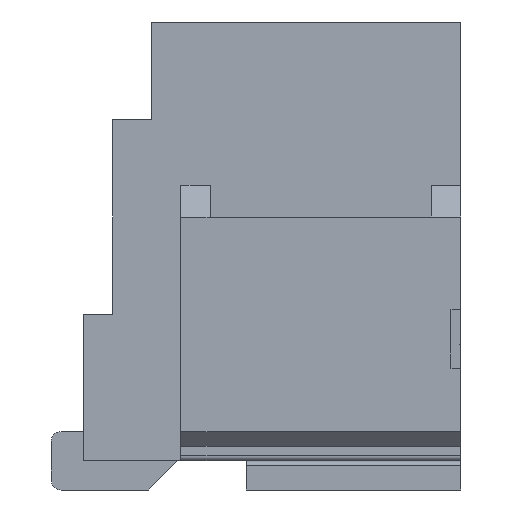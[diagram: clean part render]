
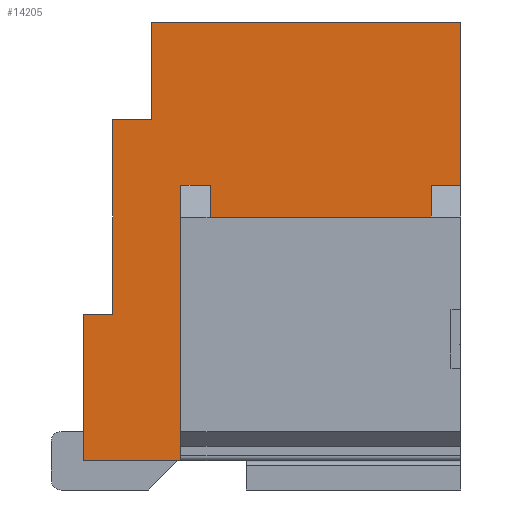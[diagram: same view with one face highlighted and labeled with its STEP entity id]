
A CAD part, left-side view. The second image highlights one B-rep face of the part: STEP entity #14205.
In plain terms, the highlighted planar face has unit normal (-1, 0, 0).
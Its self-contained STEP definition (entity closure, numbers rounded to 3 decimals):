
#115 = CARTESIAN_POINT ( 'NONE',  ( -6.525, 1.935, 0.3 ) ) ;
#532 = VECTOR ( 'NONE', #801, 1000. ) ;
#801 = DIRECTION ( 'NONE',  ( 0., 1., 0. ) ) ;
#1143 = ORIENTED_EDGE ( 'NONE', *, *, #20784, .F. ) ;
#1995 = LINE ( 'NONE', #14549, #2549 ) ;
#2549 = VECTOR ( 'NONE', #15011, 1000. ) ;
#2850 = VERTEX_POINT ( 'NONE', #8989 ) ;
#2935 = ORIENTED_EDGE ( 'NONE', *, *, #26604, .F. ) ;
#3499 = EDGE_CURVE ( 'NONE', #16069, #18763, #23800, .T. ) ;
#4167 = PLANE ( 'NONE',  #23439 ) ;
#4272 = EDGE_CURVE ( 'NONE', #8976, #25375, #23922, .T. ) ;
#4433 = ORIENTED_EDGE ( 'NONE', *, *, #6733, .T. ) ;
#6162 = CARTESIAN_POINT ( 'NONE',  ( -6.525, 1.235, 3.8 ) ) ;
#6348 = DIRECTION ( 'NONE',  ( 0., 0., 1. ) ) ;
#6733 = EDGE_CURVE ( 'NONE', #12940, #9167, #1995, .T. ) ;
#6979 = CARTESIAN_POINT ( 'NONE',  ( -6.525, -1.935, 4.8 ) ) ;
#6995 = CARTESIAN_POINT ( 'NONE',  ( -6.525, 1.635, 1.8 ) ) ;
#7093 = CARTESIAN_POINT ( 'NONE',  ( -6.525, 0.935, 3.125 ) ) ;
#7221 = EDGE_CURVE ( 'NONE', #9263, #7745, #31659, .T. ) ;
#7338 = ORIENTED_EDGE ( 'NONE', *, *, #4272, .F. ) ;
#7566 = CARTESIAN_POINT ( 'NONE',  ( -6.525, -1.635, 2.5 ) ) ;
#7745 = VERTEX_POINT ( 'NONE', #11416 ) ;
#8136 = CARTESIAN_POINT ( 'NONE',  ( -6.525, 1.635, 1.8 ) ) ;
#8347 = VECTOR ( 'NONE', #12036, 1000. ) ;
#8416 = DIRECTION ( 'NONE',  ( 0., 0., -1. ) ) ;
#8478 = VECTOR ( 'NONE', #30931, 1000. ) ;
#8738 = CARTESIAN_POINT ( 'NONE',  ( -6.525, 0.935, 3.125 ) ) ;
#8760 = DIRECTION ( 'NONE',  ( 0., 0., -1. ) ) ;
#8976 = VERTEX_POINT ( 'NONE', #22870 ) ;
#8989 = CARTESIAN_POINT ( 'NONE',  ( -6.525, -1.935, 3.125 ) ) ;
#9100 = CARTESIAN_POINT ( 'NONE',  ( -6.525, 0.635, 2.5 ) ) ;
#9167 = VERTEX_POINT ( 'NONE', #15926 ) ;
#9263 = VERTEX_POINT ( 'NONE', #8738 ) ;
#9874 = ORIENTED_EDGE ( 'NONE', *, *, #14778, .T. ) ;
#10174 = CARTESIAN_POINT ( 'NONE',  ( -6.525, -1.635, 2.5 ) ) ;
#10365 = DIRECTION ( 'NONE',  ( 0., 0., 1. ) ) ;
#10718 = ORIENTED_EDGE ( 'NONE', *, *, #28934, .F. ) ;
#11065 = LINE ( 'NONE', #21022, #20450 ) ;
#11241 = LINE ( 'NONE', #25796, #532 ) ;
#11416 = CARTESIAN_POINT ( 'NONE',  ( -6.525, 0.935, 0.3 ) ) ;
#11668 = DIRECTION ( 'NONE',  ( 1., 0., 0. ) ) ;
#12036 = DIRECTION ( 'NONE',  ( 0., 1., 0. ) ) ;
#12940 = VERTEX_POINT ( 'NONE', #6979 ) ;
#12963 = LINE ( 'NONE', #7566, #29433 ) ;
#13255 = DIRECTION ( 'NONE',  ( 0., 0., -1. ) ) ;
#13401 = LINE ( 'NONE', #15999, #8478 ) ;
#13552 = VERTEX_POINT ( 'NONE', #25687 ) ;
#13818 = EDGE_CURVE ( 'NONE', #13552, #17427, #23499, .T. ) ;
#14128 = FACE_OUTER_BOUND ( 'NONE', #30679, .T. ) ;
#14205 = ADVANCED_FACE ( 'NONE', ( #14128 ), #4167, .F. ) ;
#14342 = ORIENTED_EDGE ( 'NONE', *, *, #16507, .F. ) ;
#14549 = CARTESIAN_POINT ( 'NONE',  ( -6.525, -1.935, 4.8 ) ) ;
#14663 = CARTESIAN_POINT ( 'NONE',  ( -6.525, 0.935, 0.3 ) ) ;
#14778 = EDGE_CURVE ( 'NONE', #16644, #16069, #29713, .T. ) ;
#15011 = DIRECTION ( 'NONE',  ( 0., 1., 0. ) ) ;
#15926 = CARTESIAN_POINT ( 'NONE',  ( -6.525, 1.235, 4.8 ) ) ;
#15999 = CARTESIAN_POINT ( 'NONE',  ( -6.525, -1.935, 3.125 ) ) ;
#16069 = VERTEX_POINT ( 'NONE', #26938 ) ;
#16490 = LINE ( 'NONE', #18642, #21498 ) ;
#16507 = EDGE_CURVE ( 'NONE', #2850, #23645, #16490, .T. ) ;
#16644 = VERTEX_POINT ( 'NONE', #8136 ) ;
#16911 = VECTOR ( 'NONE', #13255, 1000. ) ;
#17165 = EDGE_CURVE ( 'NONE', #26957, #23645, #12963, .T. ) ;
#17427 = VERTEX_POINT ( 'NONE', #27949 ) ;
#18642 = CARTESIAN_POINT ( 'NONE',  ( -6.525, -1.935, 3.125 ) ) ;
#18763 = VERTEX_POINT ( 'NONE', #115 ) ;
#18796 = VECTOR ( 'NONE', #31883, 1000. ) ;
#18999 = ORIENTED_EDGE ( 'NONE', *, *, #17165, .T. ) ;
#19261 = EDGE_CURVE ( 'NONE', #25375, #9167, #30146, .T. ) ;
#20138 = CARTESIAN_POINT ( 'NONE',  ( -6.525, 1.235, 3.8 ) ) ;
#20159 = VECTOR ( 'NONE', #31332, 1000. ) ;
#20450 = VECTOR ( 'NONE', #25780, 1000. ) ;
#20784 = EDGE_CURVE ( 'NONE', #26957, #13552, #11241, .T. ) ;
#20904 = ORIENTED_EDGE ( 'NONE', *, *, #22154, .F. ) ;
#21022 = CARTESIAN_POINT ( 'NONE',  ( -6.525, 1.635, 4.8 ) ) ;
#21147 = CARTESIAN_POINT ( 'NONE',  ( -6.525, 1.635, 3.8 ) ) ;
#21498 = VECTOR ( 'NONE', #24022, 1000. ) ;
#22154 = EDGE_CURVE ( 'NONE', #17427, #9263, #13401, .T. ) ;
#22870 = CARTESIAN_POINT ( 'NONE',  ( -6.525, 1.635, 3.8 ) ) ;
#22931 = ORIENTED_EDGE ( 'NONE', *, *, #19261, .F. ) ;
#23439 = AXIS2_PLACEMENT_3D ( 'NONE', #24116, #11668, #8416 ) ;
#23499 = LINE ( 'NONE', #9100, #28667 ) ;
#23645 = VERTEX_POINT ( 'NONE', #31140 ) ;
#23800 = LINE ( 'NONE', #31201, #25641 ) ;
#23922 = LINE ( 'NONE', #21147, #20159 ) ;
#24022 = DIRECTION ( 'NONE',  ( 0., 1., 0. ) ) ;
#24116 = CARTESIAN_POINT ( 'NONE',  ( -6.525, -1.935, 4.8 ) ) ;
#24499 = LINE ( 'NONE', #14663, #18796 ) ;
#24791 = VECTOR ( 'NONE', #28020, 1000. ) ;
#25367 = LINE ( 'NONE', #28157, #16911 ) ;
#25375 = VERTEX_POINT ( 'NONE', #6162 ) ;
#25641 = VECTOR ( 'NONE', #8760, 1000. ) ;
#25687 = CARTESIAN_POINT ( 'NONE',  ( -6.525, 0.635, 2.5 ) ) ;
#25750 = ORIENTED_EDGE ( 'NONE', *, *, #7221, .F. ) ;
#25780 = DIRECTION ( 'NONE',  ( 0., 0., 1. ) ) ;
#25796 = CARTESIAN_POINT ( 'NONE',  ( -6.525, 0.635, 2.5 ) ) ;
#26604 = EDGE_CURVE ( 'NONE', #7745, #18763, #24499, .T. ) ;
#26938 = CARTESIAN_POINT ( 'NONE',  ( -6.525, 1.935, 1.8 ) ) ;
#26957 = VERTEX_POINT ( 'NONE', #10174 ) ;
#27360 = DIRECTION ( 'NONE',  ( 0., 0., -1. ) ) ;
#27894 = EDGE_CURVE ( 'NONE', #16644, #8976, #11065, .T. ) ;
#27949 = CARTESIAN_POINT ( 'NONE',  ( -6.525, 0.635, 3.125 ) ) ;
#28020 = DIRECTION ( 'NONE',  ( 0., 0., 1. ) ) ;
#28157 = CARTESIAN_POINT ( 'NONE',  ( -6.525, -1.935, 4.8 ) ) ;
#28667 = VECTOR ( 'NONE', #6348, 1000. ) ;
#28934 = EDGE_CURVE ( 'NONE', #12940, #2850, #25367, .T. ) ;
#29380 = ORIENTED_EDGE ( 'NONE', *, *, #27894, .F. ) ;
#29433 = VECTOR ( 'NONE', #10365, 1000. ) ;
#29713 = LINE ( 'NONE', #6995, #8347 ) ;
#30146 = LINE ( 'NONE', #20138, #24791 ) ;
#30353 = ORIENTED_EDGE ( 'NONE', *, *, #3499, .T. ) ;
#30679 = EDGE_LOOP ( 'NONE', ( #4433, #22931, #7338, #29380, #9874, #30353, #2935, #25750, #20904, #31858, #1143, #18999, #14342, #10718 ) ) ;
#30832 = VECTOR ( 'NONE', #27360, 1000. ) ;
#30931 = DIRECTION ( 'NONE',  ( 0., 1., 0. ) ) ;
#31140 = CARTESIAN_POINT ( 'NONE',  ( -6.525, -1.635, 3.125 ) ) ;
#31201 = CARTESIAN_POINT ( 'NONE',  ( -6.525, 1.935, 4.8 ) ) ;
#31332 = DIRECTION ( 'NONE',  ( 0., -1., 0. ) ) ;
#31659 = LINE ( 'NONE', #7093, #30832 ) ;
#31858 = ORIENTED_EDGE ( 'NONE', *, *, #13818, .F. ) ;
#31883 = DIRECTION ( 'NONE',  ( 0., 1., 0. ) ) ;
